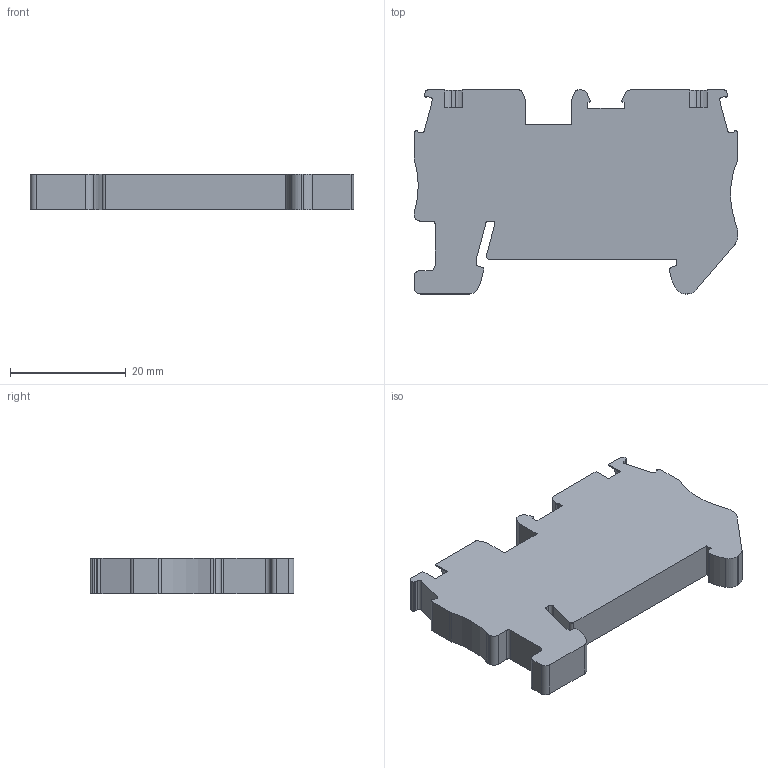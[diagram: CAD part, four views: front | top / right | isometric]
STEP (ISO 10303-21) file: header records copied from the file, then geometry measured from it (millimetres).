
FILE_DESCRIPTION(('SolidDesigner STEP Export'),'2;1');
FILE_NAME('3031364_ST_4-select.stp','2014-01-20T13:11:27',(''),(''),'Creo Elements/Direct Modeling STEP processor for AP214 (Solid Model)','Creo Elements/Direct Modeling 18.1 06-May-2012 (C) Parametric Technology GmbH','');
FILE_SCHEMA(('AUTOMOTIVE_DESIGN { 1 0 10303 214 1 1 1 1 }'));
Length unit declared in the file: millimetre
Products named in the file (2): 3031364_ST_4-select
Assembly tree (1 placements, depth 2):
  3031364_ST_4-select
    3031364_ST_4-select
Bounding box: 55.9 x 35.25 x 6.15 mm (x, y, z)
Volume: 9280.3 mm3; surface area: 4835.4 mm2
Topology: 1 solids, 1 shells, 120 faces, 348 edges, 232 vertices
Faces by surface type: plane 76, cylinder 44
Entity records: 4919 total; most frequent: ORIENTED_EDGE 696, CARTESIAN_POINT 692, DIRECTION 664, EDGE_CURVE 348, VECTOR 256, LINE 256, VERTEX_POINT 232, AXIS2_PLACEMENT_3D 204
